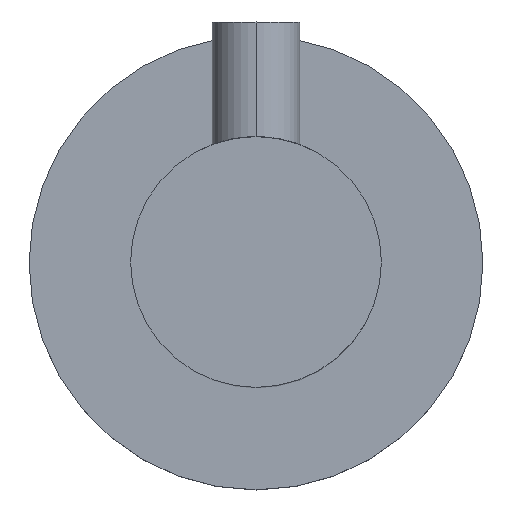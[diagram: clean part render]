
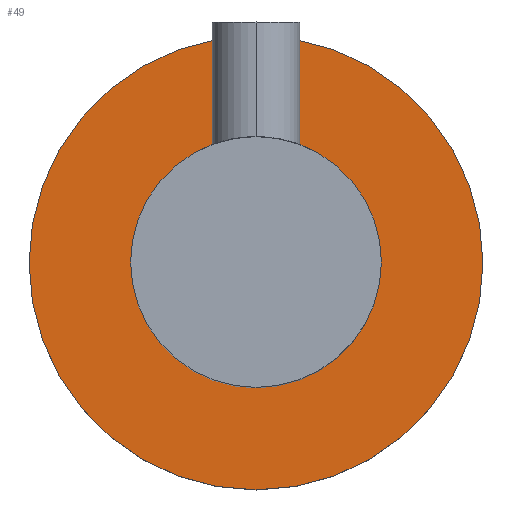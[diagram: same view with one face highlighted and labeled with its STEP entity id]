
A CAD part, top view. The second image highlights one B-rep face of the part: STEP entity #49.
In plain terms, the highlighted planar face has unit normal (0, 0, 1).
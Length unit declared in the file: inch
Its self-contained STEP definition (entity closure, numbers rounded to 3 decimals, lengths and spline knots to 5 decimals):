
#2=CARTESIAN_POINT('',(0.,0.,0.));
#3=DIRECTION('',(0.,0.,1.));
#4=DIRECTION('',(0.,-1.,0.));
#5=AXIS2_PLACEMENT_3D('',#2,#3,#4);
#7=CARTESIAN_POINT('',(0.,0.,0.));
#8=DIRECTION('',(0.,0.,-1.));
#9=DIRECTION('',(0.,-1.,0.));
#10=AXIS2_PLACEMENT_3D('',#7,#8,#9);
#31=CARTESIAN_POINT('',(0.,-1.1875,0.));
#33=VERTEX_POINT('',#31);
#35=CARTESIAN_POINT('',(0.,1.1875,0.));
#37=VERTEX_POINT('',#35);
#38=CARTESIAN_POINT('',(0.,0.,0.));
#39=DIRECTION('',(0.,0.,-1.));
#40=DIRECTION('',(0.,1.,0.));
#41=AXIS2_PLACEMENT_3D('',#38,#39,#40);
#42=PLANE('',#41);
#44=ORIENTED_EDGE('',*,*,#43,.F.);
#46=ORIENTED_EDGE('',*,*,#45,.T.);
#47=EDGE_LOOP('',(#44,#46));
#48=FACE_OUTER_BOUND('',#47,.F.);
#49=ADVANCED_FACE('',(#48),#42,.F.);
#6=CIRCLE('',#5,1.1875);
#11=CIRCLE('',#10,1.1875);
#43=EDGE_CURVE('',#33,#37,#6,.T.);
#45=EDGE_CURVE('',#33,#37,#11,.T.);
